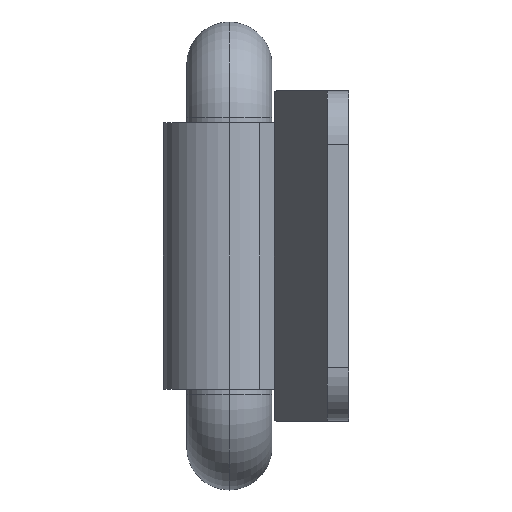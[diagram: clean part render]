
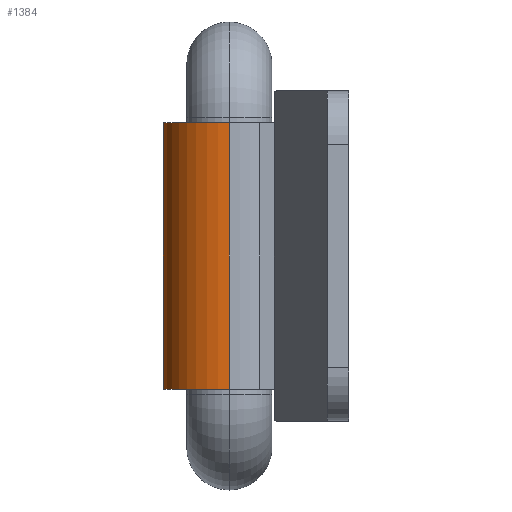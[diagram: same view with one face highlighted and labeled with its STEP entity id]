
A CAD part, left-side view. The second image highlights one B-rep face of the part: STEP entity #1384.
In plain terms, the highlighted cylindrical face has radius 6.2 mm (diameter 12.4 mm), a partial arc.
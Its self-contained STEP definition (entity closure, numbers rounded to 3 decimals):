
#58 = CARTESIAN_POINT ( 'NONE',  ( -6.2, 0., 15.5 ) ) ;
#60 = DIRECTION ( 'NONE',  ( 0., 0., -1. ) ) ;
#385 = LINE ( 'NONE', #715, #1183 ) ;
#419 = LINE ( 'NONE', #58, #908 ) ;
#465 = CYLINDRICAL_SURFACE ( 'NONE', #839, 6.2 ) ;
#519 = FACE_OUTER_BOUND ( 'NONE', #829, .T. ) ;
#595 = DIRECTION ( 'NONE',  ( 0., 0., -1. ) ) ;
#596 = DIRECTION ( 'NONE',  ( -1., 0., 0. ) ) ;
#598 = CARTESIAN_POINT ( 'NONE',  ( 0., 0., -12.5 ) ) ;
#715 = CARTESIAN_POINT ( 'NONE',  ( 6.2, 0., 15.5 ) ) ;
#800 = DIRECTION ( 'NONE',  ( 0., 0., -1. ) ) ;
#822 = ORIENTED_EDGE ( 'NONE', *, *, #1376, .F. ) ;
#823 = ORIENTED_EDGE ( 'NONE', *, *, #1266, .T. ) ;
#828 = ORIENTED_EDGE ( 'NONE', *, *, #1269, .F. ) ;
#829 = EDGE_LOOP ( 'NONE', ( #822, #823, #828, #831 ) ) ;
#831 = ORIENTED_EDGE ( 'NONE', *, *, #1316, .F. ) ;
#839 = AXIS2_PLACEMENT_3D ( 'NONE', #1501, #1502, #1503 ) ;
#908 = VECTOR ( 'NONE', #60, 1000. ) ;
#960 = AXIS2_PLACEMENT_3D ( 'NONE', #1922, #1921, #1920 ) ;
#980 = CIRCLE ( 'NONE', #960, 6.2 ) ;
#1166 = AXIS2_PLACEMENT_3D ( 'NONE', #598, #595, #596 ) ;
#1168 = CIRCLE ( 'NONE', #1166, 6.2 ) ;
#1183 = VECTOR ( 'NONE', #800, 1000. ) ;
#1266 = EDGE_CURVE ( 'NONE', #2303, #2140, #385, .T. ) ;
#1269 = EDGE_CURVE ( 'NONE', #2147, #2140, #1168, .T. ) ;
#1316 = EDGE_CURVE ( 'NONE', #2304, #2147, #419, .T. ) ;
#1376 = EDGE_CURVE ( 'NONE', #2303, #2304, #980, .T. ) ;
#1384 = ADVANCED_FACE ( 'NONE', ( #519 ), #465, .T. ) ;
#1501 = CARTESIAN_POINT ( 'NONE',  ( 0., 0., 15.5 ) ) ;
#1502 = DIRECTION ( 'NONE',  ( 0., 0., -1. ) ) ;
#1503 = DIRECTION ( 'NONE',  ( -1., 0., 0. ) ) ;
#1804 = CARTESIAN_POINT ( 'NONE',  ( 6.2, 0., -12.5 ) ) ;
#1805 = CARTESIAN_POINT ( 'NONE',  ( -6.2, 0., -12.5 ) ) ;
#1809 = CARTESIAN_POINT ( 'NONE',  ( 6.2, 0., 12.5 ) ) ;
#1810 = CARTESIAN_POINT ( 'NONE',  ( -6.2, 0., 12.5 ) ) ;
#1920 = DIRECTION ( 'NONE',  ( 1., 0., 0. ) ) ;
#1921 = DIRECTION ( 'NONE',  ( 0., 0., 1. ) ) ;
#1922 = CARTESIAN_POINT ( 'NONE',  ( 0., 0., 12.5 ) ) ;
#2140 = VERTEX_POINT ( 'NONE', #1804 ) ;
#2147 = VERTEX_POINT ( 'NONE', #1805 ) ;
#2303 = VERTEX_POINT ( 'NONE', #1809 ) ;
#2304 = VERTEX_POINT ( 'NONE', #1810 ) ;
